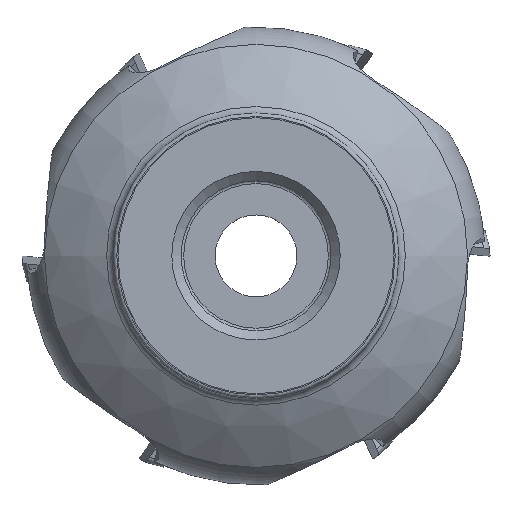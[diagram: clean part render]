
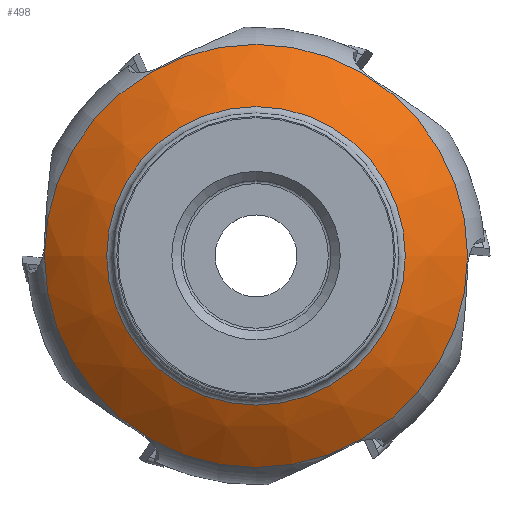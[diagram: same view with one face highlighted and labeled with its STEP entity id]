
A CAD part, top view. The second image highlights one B-rep face of the part: STEP entity #498.
In plain terms, the highlighted face is a revolution surface.
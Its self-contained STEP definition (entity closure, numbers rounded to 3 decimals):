
#135=SURFACE_OF_REVOLUTION('',#139,#137);
#137=AXIS1_PLACEMENT('',#4284,#2981);
#139=(
BOUNDED_CURVE()
B_SPLINE_CURVE(3,(#4280,#4281,#4282,#4283),.UNSPECIFIED.,.F.,.F.)
B_SPLINE_CURVE_WITH_KNOTS((4,4),(0.,1.),.UNSPECIFIED.)
CURVE()
GEOMETRIC_REPRESENTATION_ITEM()
RATIONAL_B_SPLINE_CURVE((1.,0.986,0.986,1.))
REPRESENTATION_ITEM('')
);
#157=FACE_BOUND('',#770,.T.);
#158=FACE_BOUND('',#771,.T.);
#498=ADVANCED_FACE('SU_3',(#157,#158),#135,.F.);
#770=EDGE_LOOP('',(#1269));
#771=EDGE_LOOP('',(#1270));
#1269=ORIENTED_EDGE('',*,*,#2136,.T.);
#1270=ORIENTED_EDGE('',*,*,#2135,.F.);
#1863=VERTEX_POINT('',#4272);
#1864=VERTEX_POINT('',#4279);
#2135=EDGE_CURVE('',#1863,#1863,#2325,.T.);
#2136=EDGE_CURVE('',#1864,#1864,#2326,.T.);
#2325=CIRCLE('',#2585,45.218);
#2326=CIRCLE('',#2586,31.901);
#2585=AXIS2_PLACEMENT_3D('',#4271,#2976,#2977);
#2586=AXIS2_PLACEMENT_3D('',#4278,#2979,#2980);
#2976=DIRECTION('',(0.,0.,-1.));
#2977=DIRECTION('',(-1.,0.,0.));
#2979=DIRECTION('',(0.,0.,-1.));
#2980=DIRECTION('',(-1.,0.,0.));
#2981=DIRECTION('',(0.,0.,-1.));
#4271=CARTESIAN_POINT('',(0.,0.,-25.535));
#4272=CARTESIAN_POINT('',(-45.218,0.,-25.535));
#4278=CARTESIAN_POINT('',(0.,0.,-16.668));
#4279=CARTESIAN_POINT('',(-31.901,0.,-16.668));
#4280=CARTESIAN_POINT('',(-45.218,0.,-25.535));
#4281=CARTESIAN_POINT('',(-41.792,0.,-22.303));
#4282=CARTESIAN_POINT('',(-37.289,0.,-19.304));
#4283=CARTESIAN_POINT('',(-31.901,0.,-16.668));
#4284=CARTESIAN_POINT('',(0.,0.,-45.4));
